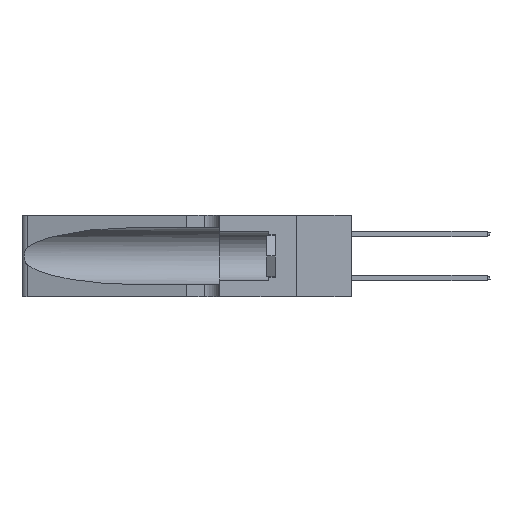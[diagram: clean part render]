
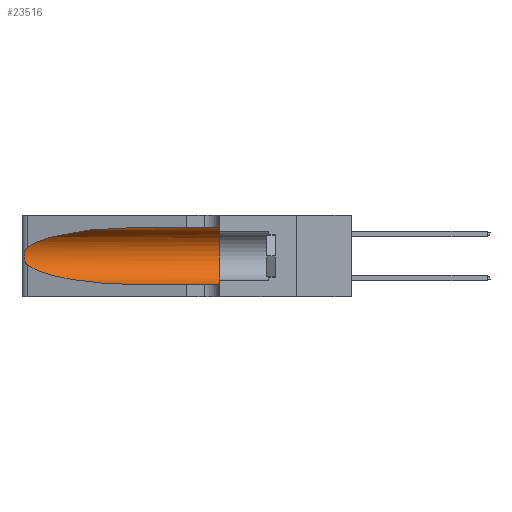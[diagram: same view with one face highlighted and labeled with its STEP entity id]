
A CAD part, left-side view. The second image highlights one B-rep face of the part: STEP entity #23516.
In plain terms, the highlighted cylindrical face has radius 3.308 mm (diameter 6.617 mm), a partial arc.
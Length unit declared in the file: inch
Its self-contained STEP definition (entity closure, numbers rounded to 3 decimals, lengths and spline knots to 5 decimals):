
#1360 = CARTESIAN_POINT ( 'NONE',  ( 0.26075, 1.23896, 0.178 ) ) ;
#1872 = ORIENTED_EDGE ( 'NONE', *, *, #14888, .T. ) ;
#3560 = DIRECTION ( 'NONE',  ( 0., 0., -1. ) ) ;
#4107 = CARTESIAN_POINT ( 'NONE',  ( 0.1305, 0.35, 0.185 ) ) ;
#4158 = VECTOR ( 'NONE', #8803, 39.37008 ) ;
#4408 = CARTESIAN_POINT ( 'NONE',  ( 0.25487, 1.22718, 0.22369 ) ) ;
#4544 = CARTESIAN_POINT ( 'NONE',  ( 0.25856, 1.23593, 0.16098 ) ) ;
#5252 = ORIENTED_EDGE ( 'NONE', *, *, #25600, .F. ) ;
#5661 = CARTESIAN_POINT ( 'NONE',  ( 0.1305, 1.61858, 0.31525 ) ) ;
#5861 = AXIS2_PLACEMENT_3D ( 'NONE', #4107, #25596, #7298 ) ;
#6311 = CARTESIAN_POINT ( 'NONE',  ( 0.1305, 1.61858, 0.05475 ) ) ;
#6495 = CYLINDRICAL_SURFACE ( 'NONE', #7642, 0.13025 ) ;
#7298 = DIRECTION ( 'NONE',  ( 0., 0., 1. ) ) ;
#7565 = ORIENTED_EDGE ( 'NONE', *, *, #32820, .F. ) ;
#7642 = AXIS2_PLACEMENT_3D ( 'NONE', #31170, #9880, #3560 ) ;
#7692 = CARTESIAN_POINT ( 'NONE',  ( 0.25639, 1.23186, 0.15144 ) ) ;
#8069 = CARTESIAN_POINT ( 'NONE',  ( 0.2373, 1.15595, 0.28018 ) ) ;
#8243 = EDGE_CURVE ( 'NONE', #28169, #31135, #16563, .T. ) ;
#8450 = CARTESIAN_POINT ( 'NONE',  ( 0.25487, 1.22718, 0.14631 ) ) ;
#8673 = VERTEX_POINT ( 'NONE', #8450 ) ;
#8707 = EDGE_LOOP ( 'NONE', ( #1872, #26651, #25621, #25797, #5252, #7565 ) ) ;
#8803 = DIRECTION ( 'NONE',  ( 0., -1., 0. ) ) ;
#9880 = DIRECTION ( 'NONE',  ( 0., -1., 0. ) ) ;
#10840 = CARTESIAN_POINT ( 'NONE',  ( 0.25487, 1.22718, 0.14631 ) ) ;
#11216 = CARTESIAN_POINT ( 'NONE',  ( 0.1305, 0.72297, 0.31525 ) ) ;
#12542 = CARTESIAN_POINT ( 'NONE',  ( 0.1305, 0.72297, 0.05475 ) ) ;
#13033 = CARTESIAN_POINT ( 'NONE',  ( 0.1305, 0.72297, 0.05475 ) ) ;
#13754 = VERTEX_POINT ( 'NONE', #37683 ) ;
#13765 = CARTESIAN_POINT ( 'NONE',  ( 0.25639, 1.23184, 0.21858 ) ) ;
#14888 = EDGE_CURVE ( 'NONE', #37301, #20414, #25211, .T. ) ;
#15461 = CARTESIAN_POINT ( 'NONE',  ( 0.2373, 1.15595, 0.08982 ) ) ;
#15733 = DIRECTION ( 'NONE',  ( 0., -1., 0. ) ) ;
#16563 = LINE ( 'NONE', #6311, #22748 ) ;
#16841 = CARTESIAN_POINT ( 'NONE',  ( 0.25854, 1.2359, 0.20912 ) ) ;
#18939 = CARTESIAN_POINT ( 'NONE',  ( 0.1305, 0.35, 0.05475 ) ) ;
#19919 = CARTESIAN_POINT ( 'NONE',  ( 0.26075, 1.23896, 0.19203 ) ) ;
#20414 = VERTEX_POINT ( 'NONE', #36313 ) ;
#20557 = LINE ( 'NONE', #5661, #4158 ) ;
#22295 =( BOUNDED_CURVE ( )  B_SPLINE_CURVE ( 3, ( #24639, #15461, #30741, #12542 ),
 .UNSPECIFIED., .F., .T. ) 
 B_SPLINE_CURVE_WITH_KNOTS ( ( 4, 4 ),
 ( 3.44316, 4.71239 ),
 .UNSPECIFIED. ) 
 CURVE ( )  GEOMETRIC_REPRESENTATION_ITEM ( )  RATIONAL_B_SPLINE_CURVE ( ( 1., 0.87, 0.87, 1. ) ) 
 REPRESENTATION_ITEM ( '' )  );
#22748 = VECTOR ( 'NONE', #15733, 39.37008 ) ;
#22950 = CARTESIAN_POINT ( 'NONE',  ( 0.26017, 1.23833, 0.17102 ) ) ;
#23516 = ADVANCED_FACE ( 'NONE', ( #38925 ), #6495, .F. ) ;
#24639 = CARTESIAN_POINT ( 'NONE',  ( 0.25487, 1.22718, 0.14631 ) ) ;
#25211 =( BOUNDED_CURVE ( )  B_SPLINE_CURVE ( 3, ( #11216, #38443, #8069, #32456 ),
 .UNSPECIFIED., .F., .F. ) 
 B_SPLINE_CURVE_WITH_KNOTS ( ( 4, 4 ),
 ( 1.5708, 2.84003 ),
 .UNSPECIFIED. ) 
 CURVE ( )  GEOMETRIC_REPRESENTATION_ITEM ( )  RATIONAL_B_SPLINE_CURVE ( ( 1., 0.87, 0.87, 1. ) ) 
 REPRESENTATION_ITEM ( '' )  );
#25412 = CARTESIAN_POINT ( 'NONE',  ( 0.1305, 0.72297, 0.31525 ) ) ;
#25485 = CIRCLE ( 'NONE', #5861, 0.13025 ) ;
#25596 = DIRECTION ( 'NONE',  ( 0., 1., 0. ) ) ;
#25600 = EDGE_CURVE ( 'NONE', #13754, #31135, #25485, .T. ) ;
#25621 = ORIENTED_EDGE ( 'NONE', *, *, #37162, .T. ) ;
#25797 = ORIENTED_EDGE ( 'NONE', *, *, #8243, .T. ) ;
#26003 = CARTESIAN_POINT ( 'NONE',  ( 0.25789, 1.23486, 0.15765 ) ) ;
#26651 = ORIENTED_EDGE ( 'NONE', *, *, #33967, .T. ) ;
#28169 = VERTEX_POINT ( 'NONE', #13033 ) ;
#28916 = CARTESIAN_POINT ( 'NONE',  ( 0.25555, 1.22994, 0.2215 ) ) ;
#29051 = CARTESIAN_POINT ( 'NONE',  ( 0.25555, 1.22993, 0.14849 ) ) ;
#30741 = CARTESIAN_POINT ( 'NONE',  ( 0.18966, 0.96281, 0.05475 ) ) ;
#31135 = VERTEX_POINT ( 'NONE', #18939 ) ;
#31170 = CARTESIAN_POINT ( 'NONE',  ( 0.1305, 1.61858, 0.185 ) ) ;
#32456 = CARTESIAN_POINT ( 'NONE',  ( 0.25487, 1.22718, 0.22369 ) ) ;
#32820 = EDGE_CURVE ( 'NONE', #37301, #13754, #20557, .T. ) ;
#33967 = EDGE_CURVE ( 'NONE', #20414, #8673, #36374, .T. ) ;
#34995 = CARTESIAN_POINT ( 'NONE',  ( 0.25787, 1.23484, 0.2124 ) ) ;
#36313 = CARTESIAN_POINT ( 'NONE',  ( 0.25487, 1.22718, 0.22369 ) ) ;
#36374 = B_SPLINE_CURVE_WITH_KNOTS ( 'NONE', 3,
 ( #4408, #28916, #13765, #34995, #16841, #38070, #19919, #1360, #22950, #4544, #26003, #7692, #29051, #10840 ),
 .UNSPECIFIED., .F., .F.,
 ( 4, 2, 2, 2, 2, 2, 4 ),
 ( 0., 0.00027, 0.00053, 0.00107, 0.0016, 0.00187, 0.00214 ),
 .UNSPECIFIED. ) ;
#37162 = EDGE_CURVE ( 'NONE', #8673, #28169, #22295, .T. ) ;
#37301 = VERTEX_POINT ( 'NONE', #25412 ) ;
#37683 = CARTESIAN_POINT ( 'NONE',  ( 0.1305, 0.35, 0.31525 ) ) ;
#38070 = CARTESIAN_POINT ( 'NONE',  ( 0.26018, 1.23835, 0.19895 ) ) ;
#38443 = CARTESIAN_POINT ( 'NONE',  ( 0.18966, 0.96281, 0.31525 ) ) ;
#38925 = FACE_OUTER_BOUND ( 'NONE', #8707, .T. ) ;
